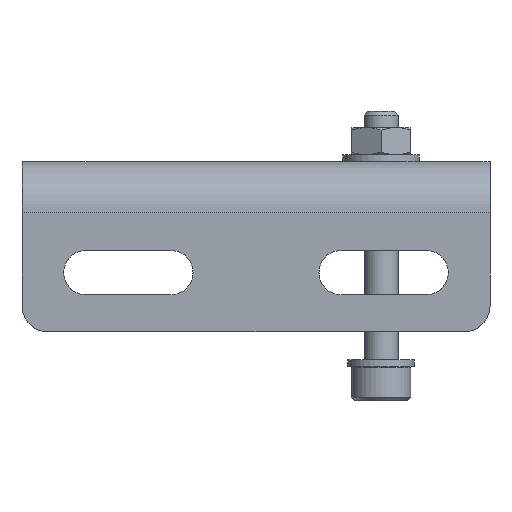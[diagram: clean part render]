
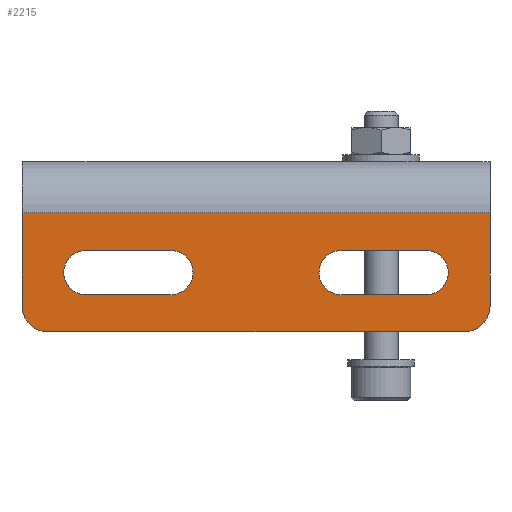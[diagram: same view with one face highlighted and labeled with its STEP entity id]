
A CAD part, front view. The second image highlights one B-rep face of the part: STEP entity #2215.
In plain terms, the highlighted planar face has unit normal (0, -1, 0).
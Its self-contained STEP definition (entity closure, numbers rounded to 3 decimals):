
#200=CIRCLE('',#2471,2.6);
#201=CIRCLE('',#2472,2.6);
#202=CIRCLE('',#2473,2.6);
#203=CIRCLE('',#2474,2.6);
#204=CIRCLE('',#2475,3.);
#205=CIRCLE('',#2476,3.);
#368=ORIENTED_EDGE('',*,*,#973,.T.);
#369=ORIENTED_EDGE('',*,*,#974,.T.);
#370=ORIENTED_EDGE('',*,*,#975,.T.);
#371=ORIENTED_EDGE('',*,*,#976,.T.);
#372=ORIENTED_EDGE('',*,*,#977,.T.);
#373=ORIENTED_EDGE('',*,*,#978,.T.);
#374=ORIENTED_EDGE('',*,*,#979,.T.);
#375=ORIENTED_EDGE('',*,*,#980,.T.);
#376=ORIENTED_EDGE('',*,*,#872,.T.);
#377=ORIENTED_EDGE('',*,*,#981,.T.);
#378=ORIENTED_EDGE('',*,*,#968,.F.);
#379=ORIENTED_EDGE('',*,*,#982,.T.);
#380=ORIENTED_EDGE('',*,*,#863,.F.);
#381=ORIENTED_EDGE('',*,*,#972,.T.);
#863=EDGE_CURVE('',#1169,#1170,#1379,.T.);
#872=EDGE_CURVE('',#1179,#1178,#1386,.T.);
#968=EDGE_CURVE('',#1270,#1271,#1426,.T.);
#972=EDGE_CURVE('',#1169,#1179,#1430,.T.);
#973=EDGE_CURVE('',#1274,#1275,#1431,.T.);
#974=EDGE_CURVE('',#1275,#1276,#200,.T.);
#975=EDGE_CURVE('',#1276,#1277,#1432,.T.);
#976=EDGE_CURVE('',#1277,#1274,#201,.T.);
#977=EDGE_CURVE('',#1278,#1279,#1433,.T.);
#978=EDGE_CURVE('',#1279,#1280,#202,.T.);
#979=EDGE_CURVE('',#1280,#1281,#1434,.T.);
#980=EDGE_CURVE('',#1281,#1278,#203,.T.);
#981=EDGE_CURVE('',#1178,#1271,#204,.F.);
#982=EDGE_CURVE('',#1270,#1170,#205,.F.);
#1169=VERTEX_POINT('',#3346);
#1170=VERTEX_POINT('',#3348);
#1178=VERTEX_POINT('',#3365);
#1179=VERTEX_POINT('',#3367);
#1270=VERTEX_POINT('',#3557);
#1271=VERTEX_POINT('',#3558);
#1274=VERTEX_POINT('',#3568);
#1275=VERTEX_POINT('',#3569);
#1276=VERTEX_POINT('',#3571);
#1277=VERTEX_POINT('',#3573);
#1278=VERTEX_POINT('',#3576);
#1279=VERTEX_POINT('',#3577);
#1280=VERTEX_POINT('',#3579);
#1281=VERTEX_POINT('',#3581);
#1379=LINE('',#3347,#1561);
#1386=LINE('',#3366,#1568);
#1426=LINE('',#3556,#1608);
#1430=LINE('',#3565,#1612);
#1431=LINE('',#3567,#1613);
#1432=LINE('',#3572,#1614);
#1433=LINE('',#3575,#1615);
#1434=LINE('',#3580,#1616);
#1561=VECTOR('',#2663,1000.);
#1568=VECTOR('',#2676,1000.);
#1608=VECTOR('',#2834,1000.);
#1612=VECTOR('',#2840,1000.);
#1613=VECTOR('',#2843,1000.);
#1614=VECTOR('',#2846,1000.);
#1615=VECTOR('',#2849,1000.);
#1616=VECTOR('',#2852,1000.);
#1771=EDGE_LOOP('',(#368,#369,#370,#371));
#1772=EDGE_LOOP('',(#372,#373,#374,#375));
#1773=EDGE_LOOP('',(#376,#377,#378,#379,#380,#381));
#1967=FACE_BOUND('',#1771,.T.);
#1968=FACE_BOUND('',#1772,.T.);
#1969=FACE_BOUND('',#1773,.T.);
#2138=PLANE('',#2470);
#2215=ADVANCED_FACE('',(#1967,#1968,#1969),#2138,.F.);
#2470=AXIS2_PLACEMENT_3D('',#3566,#2841,#2842);
#2471=AXIS2_PLACEMENT_3D('',#3570,#2844,#2845);
#2472=AXIS2_PLACEMENT_3D('',#3574,#2847,#2848);
#2473=AXIS2_PLACEMENT_3D('',#3578,#2850,#2851);
#2474=AXIS2_PLACEMENT_3D('',#3582,#2853,#2854);
#2475=AXIS2_PLACEMENT_3D('',#3583,#2855,#2856);
#2476=AXIS2_PLACEMENT_3D('',#3584,#2857,#2858);
#2663=DIRECTION('',(0.,0.,-1.));
#2676=DIRECTION('',(0.,0.,-1.));
#2834=DIRECTION('',(-1.,0.,0.));
#2840=DIRECTION('',(-1.,0.,0.));
#2841=DIRECTION('',(0.,1.,0.));
#2842=DIRECTION('',(0.,0.,1.));
#2843=DIRECTION('',(-1.,0.,0.));
#2844=DIRECTION('',(0.,1.,0.));
#2845=DIRECTION('',(1.,0.,0.));
#2846=DIRECTION('',(1.,0.,0.));
#2847=DIRECTION('',(0.,1.,0.));
#2848=DIRECTION('',(1.,0.,0.));
#2849=DIRECTION('',(-1.,0.,0.));
#2850=DIRECTION('',(0.,1.,0.));
#2851=DIRECTION('',(1.,0.,0.));
#2852=DIRECTION('',(1.,0.,0.));
#2853=DIRECTION('',(0.,1.,0.));
#2854=DIRECTION('',(1.,0.,0.));
#2855=DIRECTION('',(0.,1.,0.));
#2856=DIRECTION('',(0.,0.,1.));
#2857=DIRECTION('',(0.,1.,0.));
#2858=DIRECTION('',(0.,0.,1.));
#3346=CARTESIAN_POINT('',(27.5,0.,-6.));
#3347=CARTESIAN_POINT('',(27.5,0.,-6.));
#3348=CARTESIAN_POINT('',(27.5,0.,-17.));
#3365=CARTESIAN_POINT('',(-27.5,0.,-17.));
#3366=CARTESIAN_POINT('',(-27.5,0.,-6.));
#3367=CARTESIAN_POINT('',(-27.5,0.,-6.));
#3556=CARTESIAN_POINT('',(27.5,0.,-20.));
#3557=CARTESIAN_POINT('',(24.5,0.,-20.));
#3558=CARTESIAN_POINT('',(-24.5,0.,-20.));
#3565=CARTESIAN_POINT('',(27.5,0.,-6.));
#3566=CARTESIAN_POINT('',(27.5,0.,-6.));
#3567=CARTESIAN_POINT('',(-10.,0.,-15.65));
#3568=CARTESIAN_POINT('',(-10.,0.,-15.65));
#3569=CARTESIAN_POINT('',(-20.,0.,-15.65));
#3570=CARTESIAN_POINT('',(-20.,0.,-13.05));
#3571=CARTESIAN_POINT('',(-20.,0.,-10.45));
#3572=CARTESIAN_POINT('',(-20.,0.,-10.45));
#3573=CARTESIAN_POINT('',(-10.,0.,-10.45));
#3574=CARTESIAN_POINT('',(-10.,0.,-13.05));
#3575=CARTESIAN_POINT('',(20.,0.,-15.65));
#3576=CARTESIAN_POINT('',(20.,0.,-15.65));
#3577=CARTESIAN_POINT('',(10.,0.,-15.65));
#3578=CARTESIAN_POINT('',(10.,0.,-13.05));
#3579=CARTESIAN_POINT('',(10.,0.,-10.45));
#3580=CARTESIAN_POINT('',(10.,0.,-10.45));
#3581=CARTESIAN_POINT('',(20.,0.,-10.45));
#3582=CARTESIAN_POINT('',(20.,0.,-13.05));
#3583=CARTESIAN_POINT('',(-24.5,0.,-17.));
#3584=CARTESIAN_POINT('',(24.5,0.,-17.));
